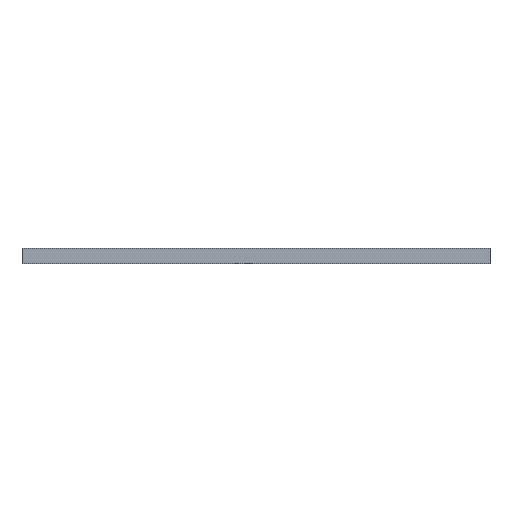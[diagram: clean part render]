
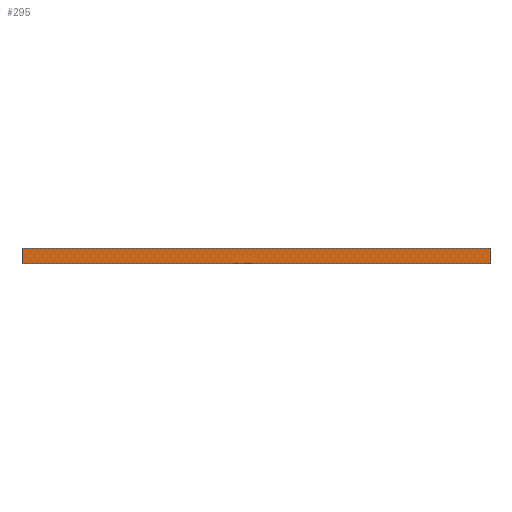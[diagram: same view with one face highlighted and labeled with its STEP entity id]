
A CAD part, left-side view. The second image highlights one B-rep face of the part: STEP entity #295.
In plain terms, the highlighted planar face has unit normal (-1, 0, 0).
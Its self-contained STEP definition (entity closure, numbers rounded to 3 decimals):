
#12 = CARTESIAN_POINT ( 'NONE',  ( -67.5, 75., 0. ) ) ;
#22 = CARTESIAN_POINT ( 'NONE',  ( -67.5, 75., 5. ) ) ;
#66 = CARTESIAN_POINT ( 'NONE',  ( -67.5, 75., 0. ) ) ;
#95 = CARTESIAN_POINT ( 'NONE',  ( -67.5, 75., 5. ) ) ;
#185 = LINE ( 'NONE', #66, #1214 ) ;
#192 = CARTESIAN_POINT ( 'NONE',  ( -67.5, 75., 5. ) ) ;
#213 = VECTOR ( 'NONE', #1202, 1000. ) ;
#234 = EDGE_CURVE ( 'NONE', #312, #641, #971, .T. ) ;
#252 = LINE ( 'NONE', #888, #721 ) ;
#295 = ADVANCED_FACE ( 'NONE', ( #547 ), #1118, .F. ) ;
#312 = VERTEX_POINT ( 'NONE', #717 ) ;
#364 = ORIENTED_EDGE ( 'NONE', *, *, #1104, .T. ) ;
#375 = DIRECTION ( 'NONE',  ( 0., -1., 0. ) ) ;
#538 = ORIENTED_EDGE ( 'NONE', *, *, #1270, .T. ) ;
#547 = FACE_OUTER_BOUND ( 'NONE', #575, .T. ) ;
#565 = DIRECTION ( 'NONE',  ( 0., -1., 0. ) ) ;
#575 = EDGE_LOOP ( 'NONE', ( #364, #918, #1110, #538 ) ) ;
#614 = CARTESIAN_POINT ( 'NONE',  ( -67.5, -75., 5. ) ) ;
#619 = LINE ( 'NONE', #95, #991 ) ;
#641 = VERTEX_POINT ( 'NONE', #878 ) ;
#692 = VERTEX_POINT ( 'NONE', #192 ) ;
#717 = CARTESIAN_POINT ( 'NONE',  ( -67.5, -75., 5. ) ) ;
#721 = VECTOR ( 'NONE', #375, 1000. ) ;
#759 = EDGE_CURVE ( 'NONE', #692, #312, #252, .T. ) ;
#785 = VERTEX_POINT ( 'NONE', #12 ) ;
#809 = DIRECTION ( 'NONE',  ( 0., 1., 0. ) ) ;
#878 = CARTESIAN_POINT ( 'NONE',  ( -67.5, -75., 0. ) ) ;
#888 = CARTESIAN_POINT ( 'NONE',  ( -67.5, 75., 5. ) ) ;
#897 = DIRECTION ( 'NONE',  ( 0., 0., -1. ) ) ;
#918 = ORIENTED_EDGE ( 'NONE', *, *, #234, .F. ) ;
#971 = LINE ( 'NONE', #614, #213 ) ;
#991 = VECTOR ( 'NONE', #897, 1000. ) ;
#1057 = AXIS2_PLACEMENT_3D ( 'NONE', #22, #1215, #809 ) ;
#1104 = EDGE_CURVE ( 'NONE', #785, #641, #185, .T. ) ;
#1110 = ORIENTED_EDGE ( 'NONE', *, *, #759, .F. ) ;
#1118 = PLANE ( 'NONE',  #1057 ) ;
#1202 = DIRECTION ( 'NONE',  ( 0., 0., -1. ) ) ;
#1214 = VECTOR ( 'NONE', #565, 1000. ) ;
#1215 = DIRECTION ( 'NONE',  ( 1., 0., 0. ) ) ;
#1270 = EDGE_CURVE ( 'NONE', #692, #785, #619, .T. ) ;
